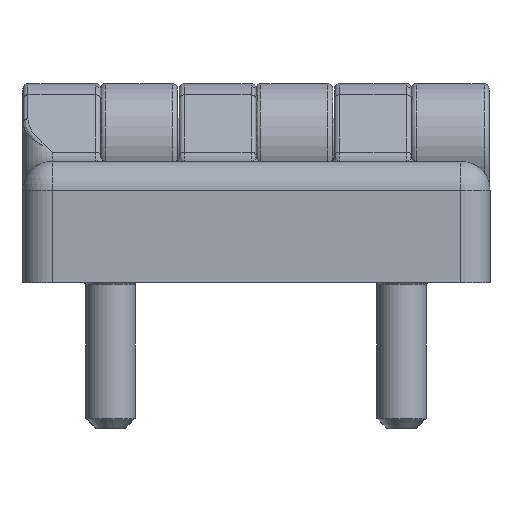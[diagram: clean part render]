
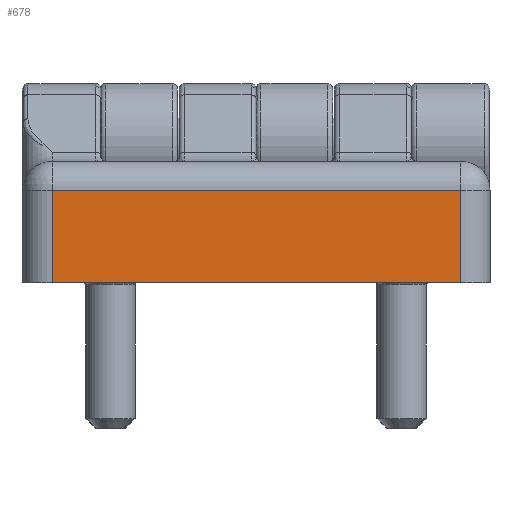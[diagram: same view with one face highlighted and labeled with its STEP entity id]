
A CAD part, front view. The second image highlights one B-rep face of the part: STEP entity #678.
In plain terms, the highlighted planar face has unit normal (0, -1, 0).
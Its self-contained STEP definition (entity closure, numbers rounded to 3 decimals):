
#678 = ADVANCED_FACE( '', ( #1521 ), #1522, .T. );
#1521 = FACE_OUTER_BOUND( '', #3580, .T. );
#1522 = PLANE( '', #3581 );
#3580 = EDGE_LOOP( '', ( #6447, #6448, #6449, #6450 ) );
#3581 = AXIS2_PLACEMENT_3D( '', #6451, #6452, #6453 );
#6447 = ORIENTED_EDGE( '', *, *, #7769, .T. );
#6448 = ORIENTED_EDGE( '', *, *, #8157, .T. );
#6449 = ORIENTED_EDGE( '', *, *, #8388, .T. );
#6450 = ORIENTED_EDGE( '', *, *, #8389, .F. );
#6451 = CARTESIAN_POINT( '', ( 24.05, -8.5, 12.5 ) );
#6452 = DIRECTION( '', ( 0., -1., 0. ) );
#6453 = DIRECTION( '', ( 0., 0., -1. ) );
#7769 = EDGE_CURVE( '', #8847, #8845, #8848, .F. );
#8157 = EDGE_CURVE( '', #8845, #9474, #9476, .T. );
#8388 = EDGE_CURVE( '', #9474, #9798, #9799, .T. );
#8389 = EDGE_CURVE( '', #8847, #9798, #9800, .T. );
#8845 = VERTEX_POINT( '', #10490 );
#8847 = VERTEX_POINT( '', #10492 );
#8848 = LINE( '', #10493, #10494 );
#9474 = VERTEX_POINT( '', #11679 );
#9476 = LINE( '', #11681, #11682 );
#9798 = VERTEX_POINT( '', #12429 );
#9799 = LINE( '', #12430, #12431 );
#9800 = LINE( '', #12432, #12433 );
#10490 = CARTESIAN_POINT( '', ( 21.05, -8.5, 9.5 ) );
#10492 = CARTESIAN_POINT( '', ( 21.05, -8.5, 0. ) );
#10493 = CARTESIAN_POINT( '', ( 21.05, -8.5, 12.5 ) );
#10494 = VECTOR( '', #13457, 1000. );
#11679 = CARTESIAN_POINT( '', ( -21.05, -8.5, 9.5 ) );
#11681 = CARTESIAN_POINT( '', ( -21.05, -8.5, 9.5 ) );
#11682 = VECTOR( '', #14019, 1000. );
#12429 = CARTESIAN_POINT( '', ( -21.05, -8.5, 0. ) );
#12430 = CARTESIAN_POINT( '', ( -21.05, -8.5, 12.5 ) );
#12431 = VECTOR( '', #14333, 1000. );
#12432 = CARTESIAN_POINT( '', ( 24.05, -8.5, 0. ) );
#12433 = VECTOR( '', #14334, 1000. );
#13457 = DIRECTION( '', ( 0., 0., -1. ) );
#14019 = DIRECTION( '', ( -1., 0., 0. ) );
#14333 = DIRECTION( '', ( 0., 0., -1. ) );
#14334 = DIRECTION( '', ( -1., 0., 0. ) );
